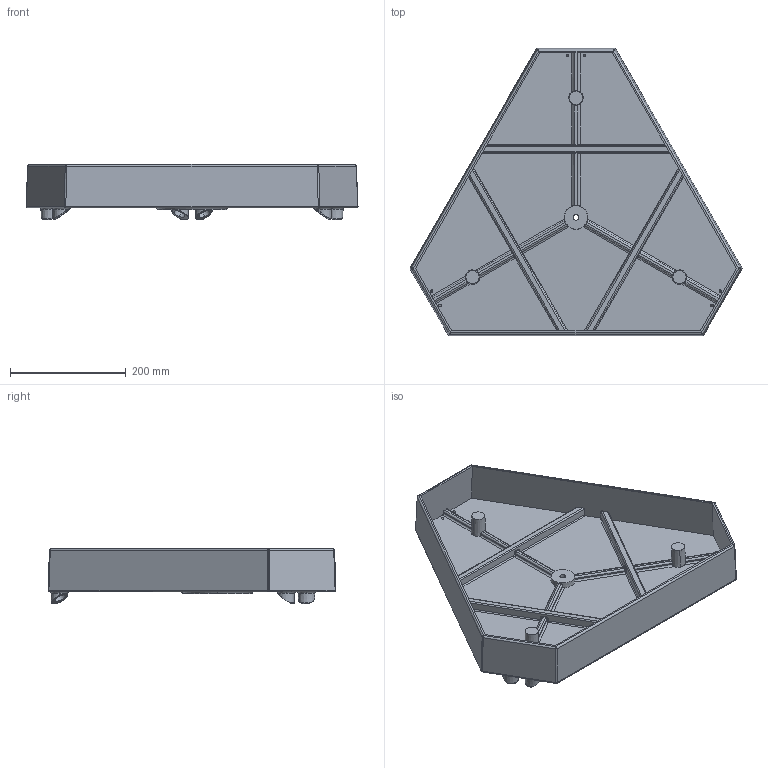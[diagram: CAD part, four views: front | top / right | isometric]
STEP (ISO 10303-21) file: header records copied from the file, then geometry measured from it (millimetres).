
FILE_DESCRIPTION (( 'STEP AP203' ), '1' );
FILE_NAME ('embase_Défaut_sldprt.STEP', '2017-07-05T05:55:40', ( '' ), ( '' ), 'SwSTEP 2.0', 'SolidWorks 2013', '' );
FILE_SCHEMA (( 'CONFIG_CONTROL_DESIGN' ));
Length unit declared in the file: millimetre
Products named in the file (1): embase_Défaut_sldprt
Bounding box: 572.6 x 496.7 x 95 mm (x, y, z)
Volume: 2218339 mm3; surface area: 678780.3 mm2
Topology: 1 solids, 1 shells, 281 faces, 710 edges, 441 vertices
Faces by surface type: cylinder 119, plane 82, torus 46, cone 20, sphere 14
Entity records: 9120 total; most frequent: CARTESIAN_POINT 2395, DIRECTION 1423, ORIENTED_EDGE 1404, EDGE_CURVE 702, AXIS2_PLACEMENT_3D 567, VERTEX_POINT 437, EDGE_LOOP 309, LINE 289
